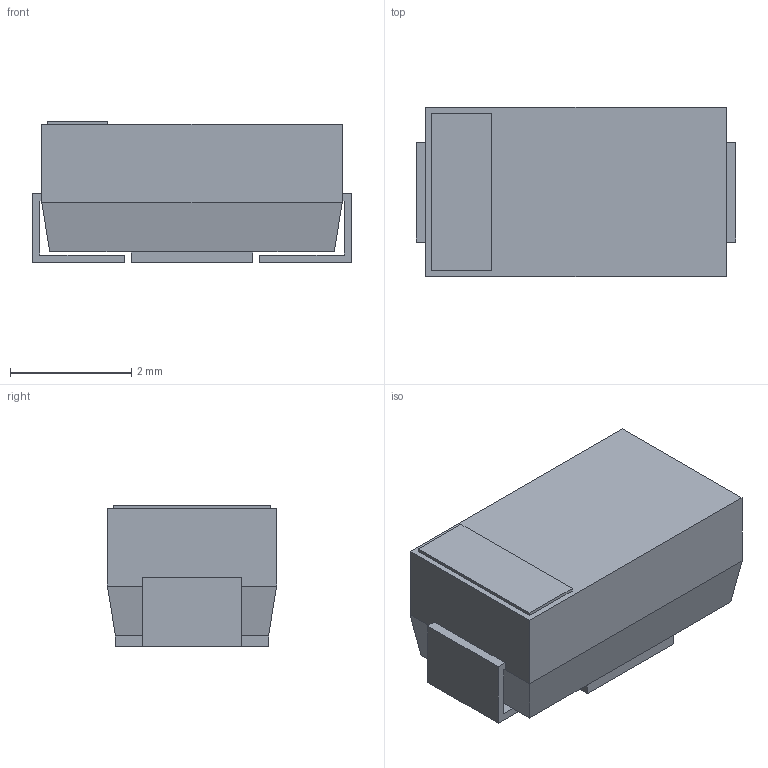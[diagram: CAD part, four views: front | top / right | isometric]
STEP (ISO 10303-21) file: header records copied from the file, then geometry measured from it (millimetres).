
FILE_DESCRIPTION(('STEP AP214'),'1');
FILE_NAME('SDO_DO-214AC_CIP','2024-02-09T09:56:39',(''),(''),'','','');
FILE_SCHEMA(('AUTOMOTIVE_DESIGN'));
Length unit declared in the file: millimetre
Products named in the file (1): product
Bounding box: 5.28 x 2.79 x 2.34 mm (x, y, z)
Volume: 30.5 mm3; surface area: 84.5 mm2
Topology: 4 solids, 4 shells, 42 faces, 94 edges, 60 vertices
Faces by surface type: plane 42
Entity records: 1244 total; most frequent: ORIENTED_EDGE 188, DIRECTION 180, CARTESIAN_POINT 103, EDGE_CURVE 94, LINE 94, VECTOR 94, VERTEX_POINT 60, AXIS2_PLACEMENT_3D 43
